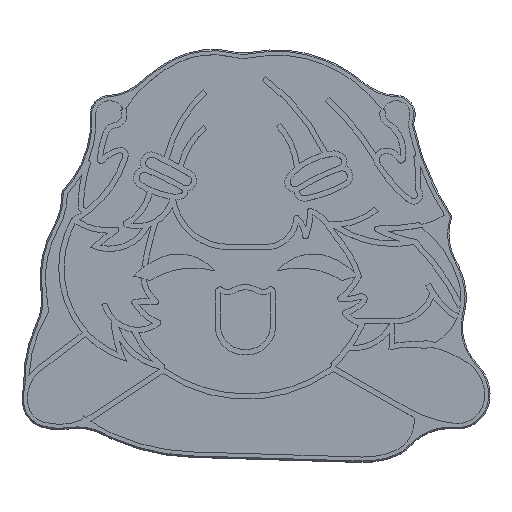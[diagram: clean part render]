
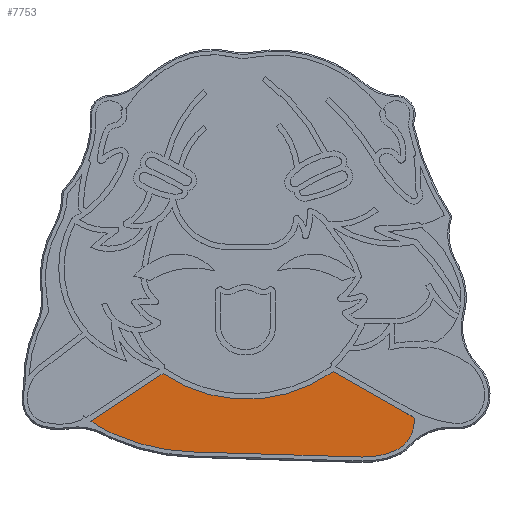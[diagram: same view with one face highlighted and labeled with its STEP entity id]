
A CAD part, top view. The second image highlights one B-rep face of the part: STEP entity #7753.
In plain terms, the highlighted planar face has unit normal (0, 0, 1).
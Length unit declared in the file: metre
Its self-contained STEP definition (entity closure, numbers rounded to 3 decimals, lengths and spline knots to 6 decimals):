
#142=PLANE('',#8886);
#827=CIRCLE('',#8887,0.002877);
#828=CIRCLE('',#8888,0.001204);
#829=CIRCLE('',#8889,0.004656);
#830=CIRCLE('',#8890,0.005556);
#831=CIRCLE('',#8891,0.002301);
#832=CIRCLE('',#8892,0.005632);
#833=CIRCLE('',#8893,0.00766);
#2848=ORIENTED_EDGE('',*,*,#4294,.T.);
#2849=ORIENTED_EDGE('',*,*,#4295,.T.);
#2850=ORIENTED_EDGE('',*,*,#4296,.T.);
#2851=ORIENTED_EDGE('',*,*,#4297,.T.);
#2852=ORIENTED_EDGE('',*,*,#4298,.T.);
#2853=ORIENTED_EDGE('',*,*,#4299,.T.);
#2854=ORIENTED_EDGE('',*,*,#4300,.T.);
#2855=ORIENTED_EDGE('',*,*,#4301,.T.);
#2856=ORIENTED_EDGE('',*,*,#4302,.T.);
#2857=ORIENTED_EDGE('',*,*,#4303,.T.);
#4294=EDGE_CURVE('',#5149,#5150,#5573,.T.);
#4295=EDGE_CURVE('',#5150,#5151,#827,.T.);
#4296=EDGE_CURVE('',#5151,#5152,#828,.T.);
#4297=EDGE_CURVE('',#5152,#5153,#829,.F.);
#4298=EDGE_CURVE('',#5153,#5154,#5574,.T.);
#4299=EDGE_CURVE('',#5154,#5155,#830,.F.);
#4300=EDGE_CURVE('',#5155,#5156,#5575,.T.);
#4301=EDGE_CURVE('',#5156,#5157,#831,.F.);
#4302=EDGE_CURVE('',#5157,#5158,#832,.T.);
#4303=EDGE_CURVE('',#5158,#5149,#833,.T.);
#5149=VERTEX_POINT('',#13938);
#5150=VERTEX_POINT('',#13939);
#5151=VERTEX_POINT('',#13941);
#5152=VERTEX_POINT('',#13943);
#5153=VERTEX_POINT('',#13945);
#5154=VERTEX_POINT('',#13947);
#5155=VERTEX_POINT('',#13949);
#5156=VERTEX_POINT('',#13951);
#5157=VERTEX_POINT('',#13953);
#5158=VERTEX_POINT('',#13955);
#5573=LINE('',#13937,#6064);
#5574=LINE('',#13946,#6065);
#5575=LINE('',#13950,#6066);
#6064=VECTOR('',#11460,1.);
#6065=VECTOR('',#11467,1.);
#6066=VECTOR('',#11470,1.);
#6528=EDGE_LOOP('',(#2848,#2849,#2850,#2851,#2852,#2853,#2854,#2855,#2856,
#2857));
#6997=FACE_BOUND('',#6528,.T.);
#7753=ADVANCED_FACE('',(#6997),#142,.T.);
#8886=AXIS2_PLACEMENT_3D('',#13936,#11458,#11459);
#8887=AXIS2_PLACEMENT_3D('',#13940,#11461,#11462);
#8888=AXIS2_PLACEMENT_3D('',#13942,#11463,#11464);
#8889=AXIS2_PLACEMENT_3D('',#13944,#11465,#11466);
#8890=AXIS2_PLACEMENT_3D('',#13948,#11468,#11469);
#8891=AXIS2_PLACEMENT_3D('',#13952,#11471,#11472);
#8892=AXIS2_PLACEMENT_3D('',#13954,#11473,#11474);
#8893=AXIS2_PLACEMENT_3D('',#13956,#11475,#11476);
#11458=DIRECTION('',(0.,0.,1.));
#11459=DIRECTION('',(0.,-1.,0.));
#11460=DIRECTION('',(1.,-0.03,0.));
#11461=DIRECTION('',(0.,0.,1.));
#11462=DIRECTION('',(0.,-1.,0.));
#11463=DIRECTION('',(0.,0.,1.));
#11464=DIRECTION('',(0.,-1.,0.));
#11465=DIRECTION('',(0.,0.,1.));
#11466=DIRECTION('',(0.,-1.,0.));
#11467=DIRECTION('',(-0.87,0.494,0.));
#11468=DIRECTION('',(0.,0.,1.));
#11469=DIRECTION('',(0.,-1.,0.));
#11470=DIRECTION('',(-0.835,-0.55,0.));
#11471=DIRECTION('',(0.,0.,1.));
#11472=DIRECTION('',(0.,-1.,0.));
#11473=DIRECTION('',(0.,0.,1.));
#11474=DIRECTION('',(0.,-1.,0.));
#11475=DIRECTION('',(0.,0.,1.));
#11476=DIRECTION('',(0.,-1.,0.));
#13936=CARTESIAN_POINT('',(0.,0.,0.));
#13937=CARTESIAN_POINT('',(-0.000175,-0.005835,0.));
#13938=CARTESIAN_POINT('',(-0.00223,-0.005774,0.));
#13939=CARTESIAN_POINT('',(0.004138,-0.005965,0.));
#13940=CARTESIAN_POINT('',(0.004225,-0.003089,0.));
#13941=CARTESIAN_POINT('',(0.005354,-0.005735,0.));
#13942=CARTESIAN_POINT('',(0.004881,-0.004628,0.));
#13943=CARTESIAN_POINT('',(0.006076,-0.004478,0.));
#13944=CARTESIAN_POINT('',(0.008094,-0.000281,0.));
#13945=CARTESIAN_POINT('',(0.005795,-0.004331,0.));
#13946=CARTESIAN_POINT('',(-0.000447,-0.000787,0.));
#13947=CARTESIAN_POINT('',(0.003052,-0.002773,0.));
#13948=CARTESIAN_POINT('',(-0.000178,0.001748,0.));
#13949=CARTESIAN_POINT('',(-0.003303,-0.002845,0.));
#13950=CARTESIAN_POINT('',(0.000307,-0.000467,0.));
#13951=CARTESIAN_POINT('',(-0.00591,-0.004562,0.));
#13952=CARTESIAN_POINT('',(-0.007176,-0.002641,0.));
#13953=CARTESIAN_POINT('',(-0.006001,-0.004619,0.));
#13954=CARTESIAN_POINT('',(-0.002818,0.000027,0.));
#13955=CARTESIAN_POINT('',(-0.005091,-0.005126,0.));
#13956=CARTESIAN_POINT('',(-0.002,0.001883,0.));
